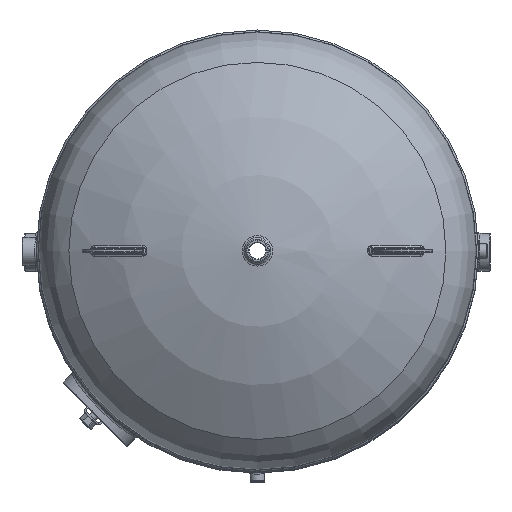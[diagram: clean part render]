
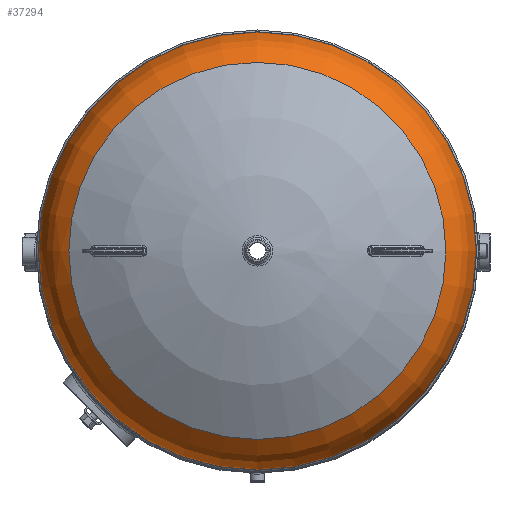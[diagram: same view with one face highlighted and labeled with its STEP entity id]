
A CAD part, top view. The second image highlights one B-rep face of the part: STEP entity #37294.
In plain terms, the highlighted toroidal (fillet/blend) face has major radius 280 mm and minor radius 120 mm.
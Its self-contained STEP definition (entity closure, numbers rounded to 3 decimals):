
#33581=CARTESIAN_POINT('',(-400.,-0.,1697.685));
#33582=VERTEX_POINT('',#33581);
#33589=CARTESIAN_POINT('',(400.,-0.,1697.685));
#33590=VERTEX_POINT('',#33589);
#33591=CARTESIAN_POINT('',(0.,-0.,1697.685));
#33592=DIRECTION('',(0.,0.,-1.));
#33593=DIRECTION('',(-1.,0.,0.));
#33594=AXIS2_PLACEMENT_3D('',#33591,#33592,#33593);
#33595=CIRCLE('',#33594,400.);
#33596=EDGE_CURVE('',#33582,#33590,#33595,.T.);
#33598=CARTESIAN_POINT('',(0.,-0.,1697.685));
#33599=DIRECTION('',(0.,0.,-1.));
#33600=DIRECTION('',(-1.,0.,0.));
#33601=AXIS2_PLACEMENT_3D('',#33598,#33599,#33600);
#33602=CIRCLE('',#33601,400.);
#33603=EDGE_CURVE('',#33590,#33582,#33602,.T.);
#36940=CARTESIAN_POINT('',(344.451,-0.,1798.907));
#36941=VERTEX_POINT('',#36940);
#36949=CARTESIAN_POINT('',(-344.451,-0.,1798.907));
#36950=VERTEX_POINT('',#36949);
#36951=CARTESIAN_POINT('',(-0.,-0.,1798.907));
#36952=DIRECTION('',(-0.,-0.,1.));
#36953=DIRECTION('',(-1.,0.,0.));
#36954=AXIS2_PLACEMENT_3D('',#36951,#36952,#36953);
#36955=CIRCLE('',#36954,344.451);
#36956=EDGE_CURVE('',#36941,#36950,#36955,.T.);
#36958=CARTESIAN_POINT('',(-0.,-0.,1798.907));
#36959=DIRECTION('',(-0.,-0.,1.));
#36960=DIRECTION('',(-1.,0.,0.));
#36961=AXIS2_PLACEMENT_3D('',#36958,#36959,#36960);
#36962=CIRCLE('',#36961,344.451);
#36963=EDGE_CURVE('',#36950,#36941,#36962,.T.);
#37275=CARTESIAN_POINT('',(0.,-0.,1697.685));
#37276=DIRECTION('',(0.,0.,-1.));
#37277=DIRECTION('',(-1.,0.,0.));
#37278=AXIS2_PLACEMENT_3D('',#37275,#37276,#37277);
#37279=TOROIDAL_SURFACE('',#37278,280.,120.);
#37280=CARTESIAN_POINT('',(-280.,-0.,1697.685));
#37281=DIRECTION('',(-0.,1.,-0.));
#37282=DIRECTION('',(-1.,0.,0.));
#37283=AXIS2_PLACEMENT_3D('',#37280,#37281,#37282);
#37284=CIRCLE('',#37283,120.);
#37285=EDGE_CURVE('',#33582,#36950,#37284,.T.);
#37286=ORIENTED_EDGE('',*,*,#37285,.T.);
#37287=ORIENTED_EDGE('',*,*,#36956,.F.);
#37288=ORIENTED_EDGE('',*,*,#36963,.F.);
#37289=ORIENTED_EDGE('',*,*,#37285,.F.);
#37290=ORIENTED_EDGE('',*,*,#33603,.F.);
#37291=ORIENTED_EDGE('',*,*,#33596,.F.);
#37292=EDGE_LOOP('',(#37286,#37287,#37288,#37289,#37290,#37291));
#37293=FACE_BOUND('',#37292,.T.);
#37294=ADVANCED_FACE('',(#37293),#37279,.T.);
